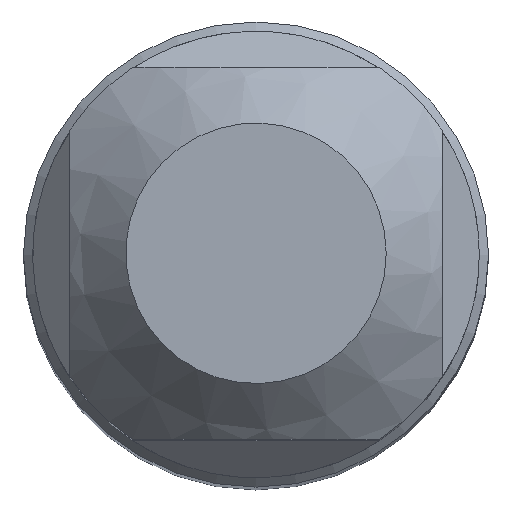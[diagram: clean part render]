
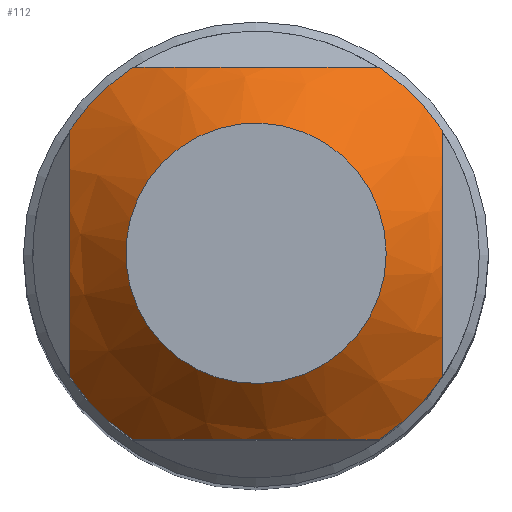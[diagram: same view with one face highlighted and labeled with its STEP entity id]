
A CAD part, top view. The second image highlights one B-rep face of the part: STEP entity #112.
In plain terms, the highlighted conical face has half-angle 45 degrees and reference radius 1.4 mm.
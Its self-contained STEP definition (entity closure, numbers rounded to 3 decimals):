
#112=ADVANCED_FACE('',(#138,#139),#124,.T.);
#124=CONICAL_SURFACE('',#410,1.4,45.);
#138=FACE_BOUND('',#167,.T.);
#139=FACE_BOUND('',#168,.T.);
#167=EDGE_LOOP('',(#213));
#168=EDGE_LOOP('',(#214,#215,#216,#217,#218,#219,#220,#221));
#213=ORIENTED_EDGE('',*,*,#290,.F.);
#214=ORIENTED_EDGE('',*,*,#306,.T.);
#215=ORIENTED_EDGE('',*,*,#307,.T.);
#216=ORIENTED_EDGE('',*,*,#308,.T.);
#217=ORIENTED_EDGE('',*,*,#294,.T.);
#218=ORIENTED_EDGE('',*,*,#309,.T.);
#219=ORIENTED_EDGE('',*,*,#299,.T.);
#220=ORIENTED_EDGE('',*,*,#310,.T.);
#221=ORIENTED_EDGE('',*,*,#304,.T.);
#262=VERTEX_POINT('',#577);
#265=VERTEX_POINT('',#585);
#266=VERTEX_POINT('',#592);
#269=VERTEX_POINT('',#601);
#270=VERTEX_POINT('',#608);
#273=VERTEX_POINT('',#617);
#274=VERTEX_POINT('',#624);
#275=VERTEX_POINT('',#628);
#276=VERTEX_POINT('',#635);
#290=EDGE_CURVE('',#262,#262,#326,.T.);
#294=EDGE_CURVE('',#266,#265,#345,.T.);
#299=EDGE_CURVE('',#270,#269,#346,.T.);
#304=EDGE_CURVE('',#274,#273,#347,.T.);
#306=EDGE_CURVE('',#273,#275,#327,.T.);
#307=EDGE_CURVE('',#275,#276,#348,.T.);
#308=EDGE_CURVE('',#276,#266,#328,.T.);
#309=EDGE_CURVE('',#265,#270,#329,.T.);
#310=EDGE_CURVE('',#269,#274,#330,.T.);
#326=CIRCLE('',#395,1.4);
#327=CIRCLE('',#406,2.4);
#328=CIRCLE('',#407,2.4);
#329=CIRCLE('',#408,2.4);
#330=CIRCLE('',#409,2.4);
#345=B_SPLINE_CURVE_WITH_KNOTS('',3,(#586,#587,#588,#589,#590,#591),
 .UNSPECIFIED.,.F.,.F.,(4,2,4),(0.,0.5,1.),.UNSPECIFIED.);
#346=B_SPLINE_CURVE_WITH_KNOTS('',3,(#602,#603,#604,#605,#606,#607),
 .UNSPECIFIED.,.F.,.F.,(4,2,4),(0.,0.5,1.),.UNSPECIFIED.);
#347=B_SPLINE_CURVE_WITH_KNOTS('',3,(#618,#619,#620,#621,#622,#623),
 .UNSPECIFIED.,.F.,.F.,(4,2,4),(0.,0.5,1.),.UNSPECIFIED.);
#348=B_SPLINE_CURVE_WITH_KNOTS('',3,(#629,#630,#631,#632,#633,#634),
 .UNSPECIFIED.,.F.,.F.,(4,2,4),(0.,0.5,1.),.UNSPECIFIED.);
#395=AXIS2_PLACEMENT_3D('',#576,#457,#458);
#406=AXIS2_PLACEMENT_3D('',#627,#488,#489);
#407=AXIS2_PLACEMENT_3D('',#636,#490,#491);
#408=AXIS2_PLACEMENT_3D('',#637,#492,#493);
#409=AXIS2_PLACEMENT_3D('',#638,#494,#495);
#410=AXIS2_PLACEMENT_3D('',#639,#496,#497);
#457=DIRECTION('',(0.,0.,1.));
#458=DIRECTION('',(1.,0.,0.));
#488=DIRECTION('',(0.,0.,1.));
#489=DIRECTION('',(-1.,0.,0.));
#490=DIRECTION('',(0.,0.,1.));
#491=DIRECTION('',(-1.,0.,0.));
#492=DIRECTION('',(0.,0.,1.));
#493=DIRECTION('',(-1.,0.,0.));
#494=DIRECTION('',(0.,0.,1.));
#495=DIRECTION('',(-1.,0.,0.));
#496=DIRECTION('',(0.,0.,-1.));
#497=DIRECTION('',(-1.,0.,0.));
#576=CARTESIAN_POINT('',(0.,0.,0.));
#577=CARTESIAN_POINT('',(1.4,0.,0.));
#585=CARTESIAN_POINT('',(-1.327,2.,-1.));
#586=CARTESIAN_POINT('',(1.327,2.,-1.));
#587=CARTESIAN_POINT('',(0.917,2.,-0.774));
#588=CARTESIAN_POINT('',(0.465,2.,-0.6));
#589=CARTESIAN_POINT('',(-0.465,2.,-0.6));
#590=CARTESIAN_POINT('',(-0.917,2.,-0.774));
#591=CARTESIAN_POINT('',(-1.327,2.,-1.));
#592=CARTESIAN_POINT('',(1.327,2.,-1.));
#601=CARTESIAN_POINT('',(-2.,-1.327,-1.));
#602=CARTESIAN_POINT('',(-2.,1.327,-1.));
#603=CARTESIAN_POINT('',(-2.,0.917,-0.774));
#604=CARTESIAN_POINT('',(-2.,0.465,-0.6));
#605=CARTESIAN_POINT('',(-2.,-0.465,-0.6));
#606=CARTESIAN_POINT('',(-2.,-0.917,-0.774));
#607=CARTESIAN_POINT('',(-2.,-1.327,-1.));
#608=CARTESIAN_POINT('',(-2.,1.327,-1.));
#617=CARTESIAN_POINT('',(1.327,-2.,-1.));
#618=CARTESIAN_POINT('',(-1.327,-2.,-1.));
#619=CARTESIAN_POINT('',(-0.917,-2.,-0.774));
#620=CARTESIAN_POINT('',(-0.465,-2.,-0.6));
#621=CARTESIAN_POINT('',(0.465,-2.,-0.6));
#622=CARTESIAN_POINT('',(0.917,-2.,-0.774));
#623=CARTESIAN_POINT('',(1.327,-2.,-1.));
#624=CARTESIAN_POINT('',(-1.327,-2.,-1.));
#627=CARTESIAN_POINT('',(0.,0.,-1.));
#628=CARTESIAN_POINT('',(2.,-1.327,-1.));
#629=CARTESIAN_POINT('',(2.,-1.327,-1.));
#630=CARTESIAN_POINT('',(2.,-0.917,-0.774));
#631=CARTESIAN_POINT('',(2.,-0.465,-0.6));
#632=CARTESIAN_POINT('',(2.,0.465,-0.6));
#633=CARTESIAN_POINT('',(2.,0.917,-0.774));
#634=CARTESIAN_POINT('',(2.,1.327,-1.));
#635=CARTESIAN_POINT('',(2.,1.327,-1.));
#636=CARTESIAN_POINT('',(0.,0.,-1.));
#637=CARTESIAN_POINT('',(0.,0.,-1.));
#638=CARTESIAN_POINT('',(0.,0.,-1.));
#639=CARTESIAN_POINT('',(0.,0.,0.));
